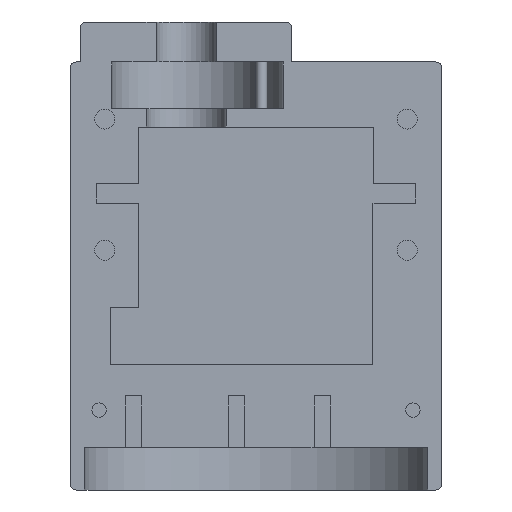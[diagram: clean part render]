
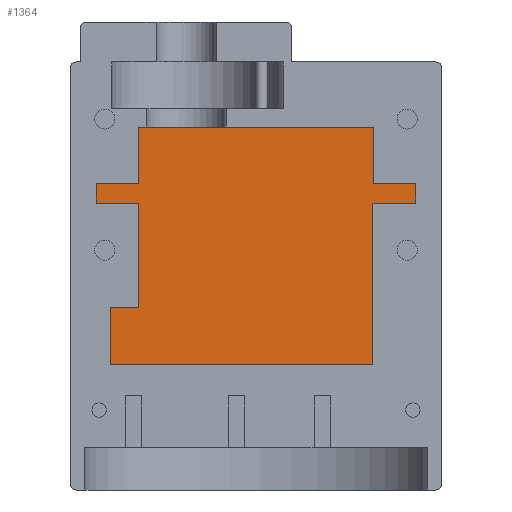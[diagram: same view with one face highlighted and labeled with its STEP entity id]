
A CAD part, front view. The second image highlights one B-rep face of the part: STEP entity #1364.
In plain terms, the highlighted planar face has unit normal (0, -1, 0).
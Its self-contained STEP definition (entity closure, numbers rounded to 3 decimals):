
#127=FACE_OUTER_BOUND('',#210,.T.);
#210=EDGE_LOOP('',(#1221,#1222,#1223,#1224,#1225,#1226,#1227,#1228,#1229,
#1230,#1231,#1232,#1233,#1234));
#319=LINE('',#2045,#455);
#322=LINE('',#2050,#458);
#324=LINE('',#2054,#460);
#326=LINE('',#2058,#462);
#328=LINE('',#2062,#464);
#330=LINE('',#2066,#466);
#332=LINE('',#2070,#468);
#334=LINE('',#2074,#470);
#336=LINE('',#2078,#472);
#338=LINE('',#2082,#474);
#340=LINE('',#2086,#476);
#342=LINE('',#2090,#478);
#401=LINE('',#2315,#537);
#402=LINE('',#2316,#538);
#455=VECTOR('',#1594,10.);
#458=VECTOR('',#1599,10.);
#460=VECTOR('',#1603,10.);
#462=VECTOR('',#1607,10.);
#464=VECTOR('',#1611,10.);
#466=VECTOR('',#1615,10.);
#468=VECTOR('',#1619,10.);
#470=VECTOR('',#1623,10.);
#472=VECTOR('',#1627,10.);
#474=VECTOR('',#1631,10.);
#476=VECTOR('',#1635,10.);
#478=VECTOR('',#1639,10.);
#537=VECTOR('',#1908,10.);
#538=VECTOR('',#1909,10.);
#602=VERTEX_POINT('',#2042);
#603=VERTEX_POINT('',#2044);
#604=VERTEX_POINT('',#2048);
#605=VERTEX_POINT('',#2052);
#606=VERTEX_POINT('',#2056);
#607=VERTEX_POINT('',#2060);
#608=VERTEX_POINT('',#2064);
#609=VERTEX_POINT('',#2068);
#610=VERTEX_POINT('',#2072);
#611=VERTEX_POINT('',#2076);
#612=VERTEX_POINT('',#2080);
#613=VERTEX_POINT('',#2084);
#614=VERTEX_POINT('',#2088);
#665=VERTEX_POINT('',#2314);
#729=EDGE_CURVE('',#602,#603,#319,.T.);
#732=EDGE_CURVE('',#604,#602,#322,.T.);
#734=EDGE_CURVE('',#605,#604,#324,.T.);
#736=EDGE_CURVE('',#606,#605,#326,.T.);
#738=EDGE_CURVE('',#607,#606,#328,.T.);
#740=EDGE_CURVE('',#608,#607,#330,.T.);
#742=EDGE_CURVE('',#609,#608,#332,.T.);
#744=EDGE_CURVE('',#610,#609,#334,.T.);
#746=EDGE_CURVE('',#611,#610,#336,.T.);
#748=EDGE_CURVE('',#612,#611,#338,.T.);
#750=EDGE_CURVE('',#613,#612,#340,.T.);
#752=EDGE_CURVE('',#614,#613,#342,.T.);
#856=EDGE_CURVE('',#665,#614,#401,.T.);
#857=EDGE_CURVE('',#603,#665,#402,.T.);
#1221=ORIENTED_EDGE('',*,*,#742,.F.);
#1222=ORIENTED_EDGE('',*,*,#744,.F.);
#1223=ORIENTED_EDGE('',*,*,#746,.F.);
#1224=ORIENTED_EDGE('',*,*,#748,.F.);
#1225=ORIENTED_EDGE('',*,*,#750,.F.);
#1226=ORIENTED_EDGE('',*,*,#752,.F.);
#1227=ORIENTED_EDGE('',*,*,#856,.F.);
#1228=ORIENTED_EDGE('',*,*,#857,.F.);
#1229=ORIENTED_EDGE('',*,*,#729,.F.);
#1230=ORIENTED_EDGE('',*,*,#732,.F.);
#1231=ORIENTED_EDGE('',*,*,#734,.F.);
#1232=ORIENTED_EDGE('',*,*,#736,.F.);
#1233=ORIENTED_EDGE('',*,*,#738,.F.);
#1234=ORIENTED_EDGE('',*,*,#740,.F.);
#1288=PLANE('',#1510);
#1364=ADVANCED_FACE('',(#127),#1288,.F.);
#1510=AXIS2_PLACEMENT_3D('',#2313,#1906,#1907);
#1594=DIRECTION('',(1.,0.,0.));
#1599=DIRECTION('',(0.,0.,1.));
#1603=DIRECTION('',(-1.,0.,0.));
#1607=DIRECTION('',(0.,0.,1.));
#1611=DIRECTION('',(1.,0.,0.));
#1615=DIRECTION('',(0.,0.,1.));
#1619=DIRECTION('',(-1.,0.,0.));
#1623=DIRECTION('',(0.,0.,-1.));
#1627=DIRECTION('',(-1.,0.,0.));
#1631=DIRECTION('',(0.,0.,-1.));
#1635=DIRECTION('',(1.,0.,0.));
#1639=DIRECTION('',(0.,0.,-1.));
#1906=DIRECTION('center_axis',(0.,1.,0.));
#1907=DIRECTION('ref_axis',(0.,0.,1.));
#1908=DIRECTION('',(1.,0.,0.));
#1909=DIRECTION('',(0.,0.,1.));
#2042=CARTESIAN_POINT('',(-28.,10.25,53.75));
#2044=CARTESIAN_POINT('',(-20.5,10.25,53.75));
#2045=CARTESIAN_POINT('',(-28.,10.25,53.75));
#2048=CARTESIAN_POINT('',(-28.,10.25,50.25));
#2050=CARTESIAN_POINT('',(-28.,10.25,50.25));
#2052=CARTESIAN_POINT('',(-20.5,10.25,50.25));
#2054=CARTESIAN_POINT('',(-20.5,10.25,50.25));
#2056=CARTESIAN_POINT('',(-20.5,10.25,32.));
#2058=CARTESIAN_POINT('',(-20.5,10.25,22.));
#2060=CARTESIAN_POINT('',(-25.5,10.25,32.));
#2062=CARTESIAN_POINT('',(-25.5,10.25,32.));
#2064=CARTESIAN_POINT('',(-25.5,10.25,22.));
#2066=CARTESIAN_POINT('',(-25.5,10.25,22.));
#2068=CARTESIAN_POINT('',(20.5,10.25,22.));
#2070=CARTESIAN_POINT('',(-20.5,10.25,22.));
#2072=CARTESIAN_POINT('',(20.5,10.25,50.25));
#2074=CARTESIAN_POINT('',(20.5,10.25,22.));
#2076=CARTESIAN_POINT('',(28.,10.25,50.25));
#2078=CARTESIAN_POINT('',(20.5,10.25,50.25));
#2080=CARTESIAN_POINT('',(28.,10.25,53.75));
#2082=CARTESIAN_POINT('',(28.,10.25,50.25));
#2084=CARTESIAN_POINT('',(20.5,10.25,53.75));
#2086=CARTESIAN_POINT('',(28.,10.25,53.75));
#2088=CARTESIAN_POINT('',(20.5,10.25,63.6));
#2090=CARTESIAN_POINT('',(20.5,10.25,53.75));
#2313=CARTESIAN_POINT('Origin',(0.,10.25,42.8));
#2314=CARTESIAN_POINT('',(-20.5,10.25,63.6));
#2315=CARTESIAN_POINT('',(20.5,10.25,63.6));
#2316=CARTESIAN_POINT('',(-20.5,10.25,53.75));
